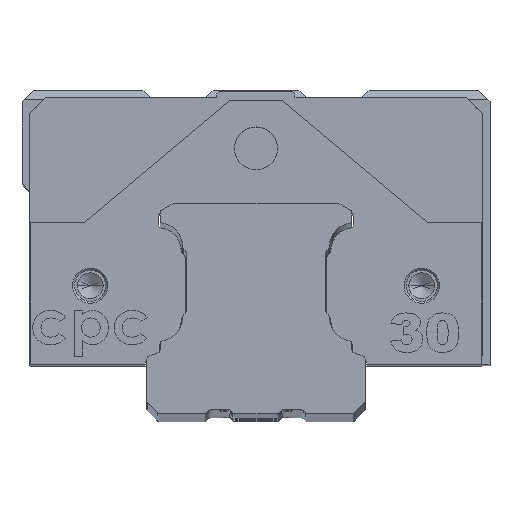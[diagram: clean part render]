
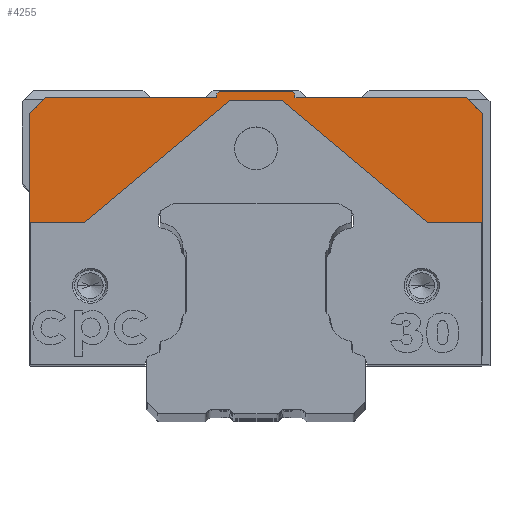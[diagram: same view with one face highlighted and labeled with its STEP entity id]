
A CAD part, top view. The second image highlights one B-rep face of the part: STEP entity #4255.
In plain terms, the highlighted planar face has unit normal (0, 0, 1).
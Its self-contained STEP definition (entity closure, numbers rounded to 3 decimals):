
#1479 = CARTESIAN_POINT ( 'NONE',  ( -29., 18.2, 59. ) ) ;
#1480 = CARTESIAN_POINT ( 'NONE',  ( -29., 32.2, 59. ) ) ;
#1500 = CARTESIAN_POINT ( 'NONE',  ( 29., 18.2, 59. ) ) ;
#1504 = CARTESIAN_POINT ( 'NONE',  ( 29., 32.2, 59. ) ) ;
#1563 = CARTESIAN_POINT ( 'NONE',  ( 27., 34.2, 59. ) ) ;
#1564 = CARTESIAN_POINT ( 'NONE',  ( 5., 34.2, 59. ) ) ;
#1565 = CARTESIAN_POINT ( 'NONE',  ( 5., 34.7, 59. ) ) ;
#1566 = CARTESIAN_POINT ( 'NONE',  ( 4.7, 35., 59. ) ) ;
#1567 = CARTESIAN_POINT ( 'NONE',  ( -4.7, 35., 59. ) ) ;
#1568 = CARTESIAN_POINT ( 'NONE',  ( -5., 34.7, 59. ) ) ;
#1569 = CARTESIAN_POINT ( 'NONE',  ( -5., 34.2, 59. ) ) ;
#1570 = CARTESIAN_POINT ( 'NONE',  ( -27., 34.2, 59. ) ) ;
#1571 = CARTESIAN_POINT ( 'NONE',  ( 22., 18.2, 59. ) ) ;
#1572 = CARTESIAN_POINT ( 'NONE',  ( -22., 18.2, 59. ) ) ;
#1573 = CARTESIAN_POINT ( 'NONE',  ( -3.409, 33.8, 59. ) ) ;
#1574 = CARTESIAN_POINT ( 'NONE',  ( 3.409, 33.8, 59. ) ) ;
#4255 = ADVANCED_FACE ( 'NONE', ( #11528 ), #14426, .T. ) ;
#4611 = EDGE_LOOP ( 'NONE', ( #8541, #8542, #8543, #8544, #8545, #8546, #8547, #8548, #8549, #8550, #8551, #8552, #8553, #8554, #8555, #8556 ) ) ;
#5208 = EDGE_CURVE ( 'NONE', #7228, #7227, #11779, .T. ) ;
#5243 = EDGE_CURVE ( 'NONE', #7248, #7252, #18706, .T. ) ;
#5353 = EDGE_CURVE ( 'NONE', #7311, #7312, #18907, .T. ) ;
#5354 = EDGE_CURVE ( 'NONE', #7252, #7311, #18909, .T. ) ;
#5356 = EDGE_CURVE ( 'NONE', #7312, #7313, #18913, .T. ) ;
#5358 = EDGE_CURVE ( 'NONE', #7313, #7314, #18917, .T. ) ;
#5360 = EDGE_CURVE ( 'NONE', #7315, #7316, #18921, .T. ) ;
#5362 = EDGE_CURVE ( 'NONE', #7316, #7317, #18924, .T. ) ;
#5363 = EDGE_CURVE ( 'NONE', #7314, #7315, #18926, .T. ) ;
#5367 = EDGE_CURVE ( 'NONE', #7317, #7318, #18934, .T. ) ;
#5369 = EDGE_CURVE ( 'NONE', #7321, #7320, #18938, .T. ) ;
#5370 = EDGE_CURVE ( 'NONE', #7320, #7227, #18906, .T. ) ;
#5372 = EDGE_CURVE ( 'NONE', #7318, #7228, #18943, .T. ) ;
#5373 = EDGE_CURVE ( 'NONE', #7322, #7321, #18945, .T. ) ;
#5374 = EDGE_CURVE ( 'NONE', #7248, #7319, #18902, .T. ) ;
#5375 = EDGE_CURVE ( 'NONE', #7319, #7322, #18949, .T. ) ;
#7227 = VERTEX_POINT ( 'NONE', #1479 ) ;
#7228 = VERTEX_POINT ( 'NONE', #1480 ) ;
#7248 = VERTEX_POINT ( 'NONE', #1500 ) ;
#7252 = VERTEX_POINT ( 'NONE', #1504 ) ;
#7311 = VERTEX_POINT ( 'NONE', #1563 ) ;
#7312 = VERTEX_POINT ( 'NONE', #1564 ) ;
#7313 = VERTEX_POINT ( 'NONE', #1565 ) ;
#7314 = VERTEX_POINT ( 'NONE', #1566 ) ;
#7315 = VERTEX_POINT ( 'NONE', #1567 ) ;
#7316 = VERTEX_POINT ( 'NONE', #1568 ) ;
#7317 = VERTEX_POINT ( 'NONE', #1569 ) ;
#7318 = VERTEX_POINT ( 'NONE', #1570 ) ;
#7319 = VERTEX_POINT ( 'NONE', #1571 ) ;
#7320 = VERTEX_POINT ( 'NONE', #1572 ) ;
#7321 = VERTEX_POINT ( 'NONE', #1573 ) ;
#7322 = VERTEX_POINT ( 'NONE', #1574 ) ;
#8541 = ORIENTED_EDGE ( 'NONE', *, *, #5374, .F. ) ;
#8542 = ORIENTED_EDGE ( 'NONE', *, *, #5243, .T. ) ;
#8543 = ORIENTED_EDGE ( 'NONE', *, *, #5354, .T. ) ;
#8544 = ORIENTED_EDGE ( 'NONE', *, *, #5353, .T. ) ;
#8545 = ORIENTED_EDGE ( 'NONE', *, *, #5356, .T. ) ;
#8546 = ORIENTED_EDGE ( 'NONE', *, *, #5358, .T. ) ;
#8547 = ORIENTED_EDGE ( 'NONE', *, *, #5363, .T. ) ;
#8548 = ORIENTED_EDGE ( 'NONE', *, *, #5360, .T. ) ;
#8549 = ORIENTED_EDGE ( 'NONE', *, *, #5362, .T. ) ;
#8550 = ORIENTED_EDGE ( 'NONE', *, *, #5367, .T. ) ;
#8551 = ORIENTED_EDGE ( 'NONE', *, *, #5372, .T. ) ;
#8552 = ORIENTED_EDGE ( 'NONE', *, *, #5208, .T. ) ;
#8553 = ORIENTED_EDGE ( 'NONE', *, *, #5370, .F. ) ;
#8554 = ORIENTED_EDGE ( 'NONE', *, *, #5369, .F. ) ;
#8555 = ORIENTED_EDGE ( 'NONE', *, *, #5373, .F. ) ;
#8556 = ORIENTED_EDGE ( 'NONE', *, *, #5375, .F. ) ;
#10899 = AXIS2_PLACEMENT_3D ( 'NONE', #14418, #14438, #14439 ) ;
#11528 = FACE_OUTER_BOUND ( 'NONE', #4611, .T. ) ;
#11779 = LINE ( 'NONE', #17667, #11796 ) ;
#11796 = VECTOR ( 'NONE', #17676, 1000. ) ;
#14418 = CARTESIAN_POINT ( 'NONE',  ( -29., 0., 59. ) ) ;
#14426 = PLANE ( 'NONE',  #10899 ) ;
#14438 = DIRECTION ( 'NONE',  ( 0., 0., 1. ) ) ;
#14439 = DIRECTION ( 'NONE',  ( 1., 0., 0. ) ) ;
#17667 = CARTESIAN_POINT ( 'NONE',  ( -29., 32.2, 59. ) ) ;
#17676 = DIRECTION ( 'NONE',  ( 0., -1., 0. ) ) ;
#17747 = CARTESIAN_POINT ( 'NONE',  ( 29., 32.2, 59. ) ) ;
#17750 = DIRECTION ( 'NONE',  ( 0., 1., 0. ) ) ;
#17989 = CARTESIAN_POINT ( 'NONE',  ( -5., 34.2, 59. ) ) ;
#17993 = CARTESIAN_POINT ( 'NONE',  ( 5., 34.2, 59. ) ) ;
#17994 = DIRECTION ( 'NONE',  ( -1., 0., 0. ) ) ;
#17995 = CARTESIAN_POINT ( 'NONE',  ( 27., 34.2, 59. ) ) ;
#17996 = DIRECTION ( 'NONE',  ( -0.707, 0.707, 0. ) ) ;
#17999 = CARTESIAN_POINT ( 'NONE',  ( 5., 34.7, 59. ) ) ;
#18000 = DIRECTION ( 'NONE',  ( 0., 1., 0. ) ) ;
#18003 = CARTESIAN_POINT ( 'NONE',  ( 4.7, 35., 59. ) ) ;
#18004 = DIRECTION ( 'NONE',  ( -0.707, 0.707, 0. ) ) ;
#18007 = CARTESIAN_POINT ( 'NONE',  ( -5., 34.7, 59. ) ) ;
#18008 = DIRECTION ( 'NONE',  ( -0.707, -0.707, 0. ) ) ;
#18011 = CARTESIAN_POINT ( 'NONE',  ( -22., 18.2, 59. ) ) ;
#18012 = DIRECTION ( 'NONE',  ( 0., -1., 0. ) ) ;
#18013 = CARTESIAN_POINT ( 'NONE',  ( -4.7, 35., 59. ) ) ;
#18014 = DIRECTION ( 'NONE',  ( -1., 0., 0. ) ) ;
#18021 = CARTESIAN_POINT ( 'NONE',  ( -27., 34.2, 59. ) ) ;
#18022 = DIRECTION ( 'NONE',  ( -1., 0., 0. ) ) ;
#18025 = CARTESIAN_POINT ( 'NONE',  ( -22., 18.2, 59. ) ) ;
#18026 = DIRECTION ( 'NONE',  ( -0.766, -0.643, 0. ) ) ;
#18028 = DIRECTION ( 'NONE',  ( -1., 0., 0. ) ) ;
#18029 = CARTESIAN_POINT ( 'NONE',  ( 22., 18.2, 59. ) ) ;
#18031 = CARTESIAN_POINT ( 'NONE',  ( -27., 34.2, 59. ) ) ;
#18032 = DIRECTION ( 'NONE',  ( -0.707, -0.707, 0. ) ) ;
#18033 = CARTESIAN_POINT ( 'NONE',  ( -3.409, 33.8, 59. ) ) ;
#18034 = DIRECTION ( 'NONE',  ( -1., 0., 0. ) ) ;
#18036 = DIRECTION ( 'NONE',  ( -1., 0., 0. ) ) ;
#18038 = CARTESIAN_POINT ( 'NONE',  ( 22., 18.2, 59. ) ) ;
#18039 = DIRECTION ( 'NONE',  ( -0.766, 0.643, 0. ) ) ;
#18706 = LINE ( 'NONE', #17747, #18710 ) ;
#18710 = VECTOR ( 'NONE', #17750, 1000. ) ;
#18902 = LINE ( 'NONE', #18029, #18947 ) ;
#18904 = VECTOR ( 'NONE', #18012, 1000. ) ;
#18906 = LINE ( 'NONE', #18011, #18940 ) ;
#18907 = LINE ( 'NONE', #17993, #18908 ) ;
#18908 = VECTOR ( 'NONE', #17994, 1000. ) ;
#18909 = LINE ( 'NONE', #17995, #18910 ) ;
#18910 = VECTOR ( 'NONE', #17996, 1000. ) ;
#18913 = LINE ( 'NONE', #17999, #18914 ) ;
#18914 = VECTOR ( 'NONE', #18000, 1000. ) ;
#18917 = LINE ( 'NONE', #18003, #18918 ) ;
#18918 = VECTOR ( 'NONE', #18004, 1000. ) ;
#18921 = LINE ( 'NONE', #18007, #18922 ) ;
#18922 = VECTOR ( 'NONE', #18008, 1000. ) ;
#18924 = LINE ( 'NONE', #17989, #18904 ) ;
#18926 = LINE ( 'NONE', #18013, #18927 ) ;
#18927 = VECTOR ( 'NONE', #18014, 1000. ) ;
#18934 = LINE ( 'NONE', #18021, #18935 ) ;
#18935 = VECTOR ( 'NONE', #18022, 1000. ) ;
#18938 = LINE ( 'NONE', #18025, #18939 ) ;
#18939 = VECTOR ( 'NONE', #18026, 1000. ) ;
#18940 = VECTOR ( 'NONE', #18028, 1000. ) ;
#18943 = LINE ( 'NONE', #18031, #18944 ) ;
#18944 = VECTOR ( 'NONE', #18032, 1000. ) ;
#18945 = LINE ( 'NONE', #18033, #18946 ) ;
#18946 = VECTOR ( 'NONE', #18034, 1000. ) ;
#18947 = VECTOR ( 'NONE', #18036, 1000. ) ;
#18949 = LINE ( 'NONE', #18038, #18950 ) ;
#18950 = VECTOR ( 'NONE', #18039, 1000. ) ;
